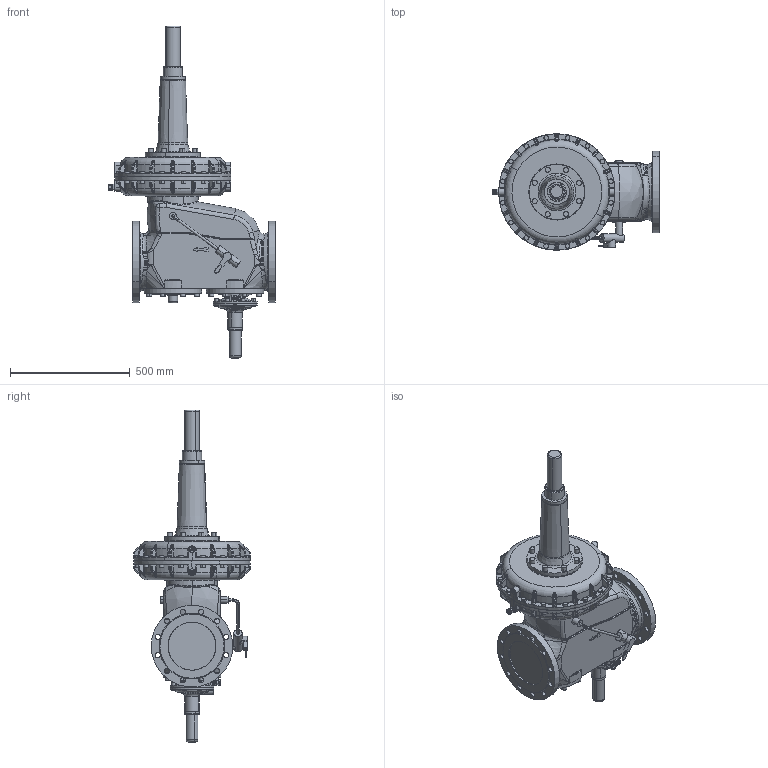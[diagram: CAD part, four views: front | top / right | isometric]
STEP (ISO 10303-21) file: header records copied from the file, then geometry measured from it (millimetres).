
FILE_DESCRIPTION(('CATIA V5 STEP Exchange'),'2;1');
FILE_NAME('RS254-DN200-485-HDS-links.stp','2016-11-29T12:24:37+00:00',('none'),('none'),'CATIA Version 5 Release 19 SP 9 (IN-10)','CATIA V5 STEP AP203','none');
FILE_SCHEMA(('CONFIG_CONTROL_DESIGN'));
Products named in the file (1): RS254-DN200-485-HDS-links-
Assembly tree (2 placements, depth 2):
  RS254-DN200-485-HDS-links-
    #58
    #135152
Bounding box: 700.3 x 485 x 1385.1 mm (x, y, z)
Volume: 79602807.3 mm3; surface area: 1984987.5 mm2
Topology: 2 solids, 30 shells, 2498 faces, 6081 edges, 3530 vertices
Faces by surface type: cylinder 895, bspline 542, torus 492, plane 410, cone 128, sphere 30, revolution 1
Entity records: 136056 total; most frequent: CARTESIAN_POINT 87213, ORIENTED_EDGE 11748, DIRECTION 6675, EDGE_CURVE 5874, AXIS2_PLACEMENT_3D 3698, VERTEX_POINT 3530, EDGE_LOOP 2646, ADVANCED_FACE 2498
